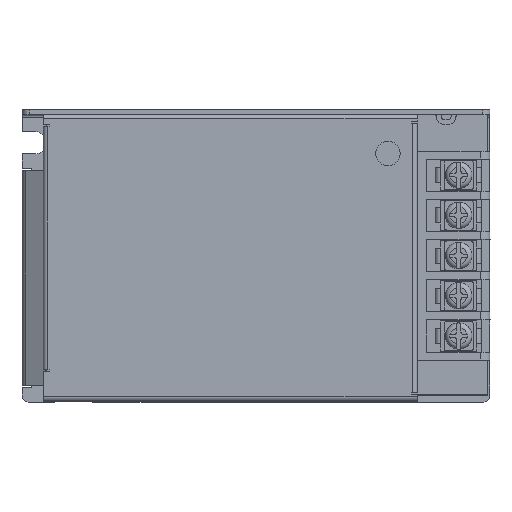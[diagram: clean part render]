
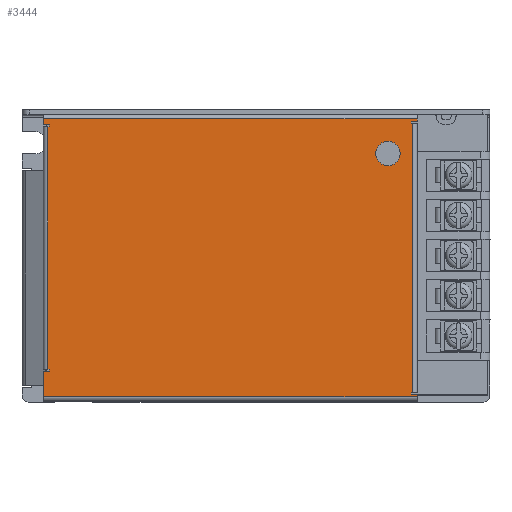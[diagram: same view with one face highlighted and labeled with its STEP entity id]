
A CAD part, top view. The second image highlights one B-rep face of the part: STEP entity #3444.
In plain terms, the highlighted face is planar.
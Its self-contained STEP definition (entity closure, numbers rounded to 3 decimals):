
#2626=CIRCLE('',#21141,2.5);
#2662=CIRCLE('',#21271,2.5);
#3444=ADVANCED_FACE('',(#5147,#5148),#4499,.F.);
#4499=PLANE('',#21272);
#5147=FACE_BOUND('',#5428,.T.);
#5148=FACE_BOUND('',#5429,.T.);
#5428=EDGE_LOOP('',(#7118,#7119,#7120,#7121,#7122,#7123,#7124,#7125,#7126,
#7127,#7128,#7129,#7130,#7131,#7132,#7133,#7134,#7135,#7136,#7137));
#5429=EDGE_LOOP('',(#7138,#7139));
#7118=ORIENTED_EDGE('',*,*,#14999,.T.);
#7119=ORIENTED_EDGE('',*,*,#15110,.F.);
#7120=ORIENTED_EDGE('',*,*,#15026,.F.);
#7121=ORIENTED_EDGE('',*,*,#15037,.F.);
#7122=ORIENTED_EDGE('',*,*,#15034,.F.);
#7123=ORIENTED_EDGE('',*,*,#15014,.T.);
#7124=ORIENTED_EDGE('',*,*,#15032,.F.);
#7125=ORIENTED_EDGE('',*,*,#15029,.F.);
#7126=ORIENTED_EDGE('',*,*,#15022,.F.);
#7127=ORIENTED_EDGE('',*,*,#15107,.F.);
#7128=ORIENTED_EDGE('',*,*,#15098,.T.);
#7129=ORIENTED_EDGE('',*,*,#15106,.F.);
#7130=ORIENTED_EDGE('',*,*,#15064,.F.);
#7131=ORIENTED_EDGE('',*,*,#15075,.F.);
#7132=ORIENTED_EDGE('',*,*,#15072,.F.);
#7133=ORIENTED_EDGE('',*,*,#15054,.T.);
#7134=ORIENTED_EDGE('',*,*,#15070,.F.);
#7135=ORIENTED_EDGE('',*,*,#15067,.F.);
#7136=ORIENTED_EDGE('',*,*,#15060,.F.);
#7137=ORIENTED_EDGE('',*,*,#15112,.F.);
#7138=ORIENTED_EDGE('',*,*,#14882,.T.);
#7139=ORIENTED_EDGE('',*,*,#15114,.T.);
#12865=VERTEX_POINT('',#28653);
#12866=VERTEX_POINT('',#28655);
#12939=VERTEX_POINT('',#28892);
#12940=VERTEX_POINT('',#28893);
#12949=VERTEX_POINT('',#28922);
#12950=VERTEX_POINT('',#28923);
#12953=VERTEX_POINT('',#28936);
#12954=VERTEX_POINT('',#28938);
#12957=VERTEX_POINT('',#28945);
#12958=VERTEX_POINT('',#28947);
#12960=VERTEX_POINT('',#28953);
#12962=VERTEX_POINT('',#28962);
#12974=VERTEX_POINT('',#29002);
#12975=VERTEX_POINT('',#29003);
#12977=VERTEX_POINT('',#29013);
#12978=VERTEX_POINT('',#29015);
#12981=VERTEX_POINT('',#29022);
#12982=VERTEX_POINT('',#29024);
#12984=VERTEX_POINT('',#29030);
#12986=VERTEX_POINT('',#29039);
#12996=VERTEX_POINT('',#29086);
#12997=VERTEX_POINT('',#29087);
#14882=EDGE_CURVE('',#12866,#12865,#2626,.T.);
#14999=EDGE_CURVE('',#12939,#12940,#18048,.T.);
#15014=EDGE_CURVE('',#12949,#12950,#18059,.T.);
#15022=EDGE_CURVE('',#12953,#12954,#18065,.T.);
#15026=EDGE_CURVE('',#12957,#12958,#18069,.T.);
#15029=EDGE_CURVE('',#12954,#12960,#18072,.T.);
#15032=EDGE_CURVE('',#12960,#12950,#18075,.T.);
#15034=EDGE_CURVE('',#12949,#12962,#18077,.T.);
#15037=EDGE_CURVE('',#12962,#12957,#18080,.T.);
#15054=EDGE_CURVE('',#12974,#12975,#18095,.T.);
#15060=EDGE_CURVE('',#12977,#12978,#18099,.T.);
#15064=EDGE_CURVE('',#12981,#12982,#18103,.T.);
#15067=EDGE_CURVE('',#12978,#12984,#18106,.T.);
#15070=EDGE_CURVE('',#12984,#12975,#18109,.T.);
#15072=EDGE_CURVE('',#12974,#12986,#18111,.T.);
#15075=EDGE_CURVE('',#12986,#12981,#18114,.T.);
#15098=EDGE_CURVE('',#12996,#12997,#18130,.T.);
#15106=EDGE_CURVE('',#12982,#12997,#18136,.T.);
#15107=EDGE_CURVE('',#12996,#12953,#18137,.T.);
#15110=EDGE_CURVE('',#12958,#12940,#18140,.T.);
#15112=EDGE_CURVE('',#12939,#12977,#18142,.T.);
#15114=EDGE_CURVE('',#12865,#12866,#2662,.T.);
#18048=LINE('',#28891,#19741);
#18059=LINE('',#28921,#19752);
#18065=LINE('',#28937,#19758);
#18069=LINE('',#28946,#19762);
#18072=LINE('',#28952,#19765);
#18075=LINE('',#28958,#19768);
#18077=LINE('',#28961,#19770);
#18080=LINE('',#28967,#19773);
#18095=LINE('',#29001,#19788);
#18099=LINE('',#29014,#19792);
#18103=LINE('',#29023,#19796);
#18106=LINE('',#29029,#19799);
#18109=LINE('',#29035,#19802);
#18111=LINE('',#29038,#19804);
#18114=LINE('',#29044,#19807);
#18130=LINE('',#29085,#19823);
#18136=LINE('',#29099,#19829);
#18137=LINE('',#29101,#19830);
#18140=LINE('',#29105,#19833);
#18142=LINE('',#29108,#19835);
#19741=VECTOR('',#23395,1.);
#19752=VECTOR('',#23424,1.);
#19758=VECTOR('',#23440,1.);
#19762=VECTOR('',#23446,1.);
#19765=VECTOR('',#23451,1.);
#19768=VECTOR('',#23456,1.);
#19770=VECTOR('',#23460,1.);
#19773=VECTOR('',#23465,1.);
#19788=VECTOR('',#23498,1.);
#19792=VECTOR('',#23512,1.);
#19796=VECTOR('',#23518,1.);
#19799=VECTOR('',#23523,1.);
#19802=VECTOR('',#23528,1.);
#19804=VECTOR('',#23532,1.);
#19807=VECTOR('',#23537,1.);
#19823=VECTOR('',#23587,1.);
#19829=VECTOR('',#23605,1.);
#19830=VECTOR('',#23608,1.);
#19833=VECTOR('',#23613,1.);
#19835=VECTOR('',#23617,1.);
#21141=AXIS2_PLACEMENT_3D('',#28654,#23168,#23169);
#21271=AXIS2_PLACEMENT_3D('',#29112,#23624,#23625);
#21272=AXIS2_PLACEMENT_3D('',#29113,#23626,#23627);
#23168=DIRECTION('',(0.,0.,1.));
#23169=DIRECTION('',(1.,0.,0.));
#23395=DIRECTION('',(0.,-1.,0.));
#23424=DIRECTION('',(-1.,0.,0.));
#23440=DIRECTION('',(0.,1.,0.));
#23446=DIRECTION('',(0.,-1.,0.));
#23451=DIRECTION('',(1.,0.,0.));
#23456=DIRECTION('',(0.,-1.,0.));
#23460=DIRECTION('',(0.,1.,0.));
#23465=DIRECTION('',(1.,0.,0.));
#23498=DIRECTION('',(1.,0.,0.));
#23512=DIRECTION('',(0.,-1.,0.));
#23518=DIRECTION('',(0.,1.,0.));
#23523=DIRECTION('',(-1.,0.,0.));
#23528=DIRECTION('',(0.,1.,0.));
#23532=DIRECTION('',(0.,-1.,0.));
#23537=DIRECTION('',(-1.,0.,0.));
#23587=DIRECTION('',(0.,1.,0.));
#23605=DIRECTION('',(-1.,0.,0.));
#23608=DIRECTION('',(1.,0.,0.));
#23613=DIRECTION('',(1.,0.,0.));
#23617=DIRECTION('',(-1.,0.,0.));
#23624=DIRECTION('',(0.,0.,1.));
#23625=DIRECTION('',(1.,0.,0.));
#23626=DIRECTION('',(0.,0.,1.));
#23627=DIRECTION('',(1.,0.,0.));
#28653=CARTESIAN_POINT('',(18.9,32.35,-0.7));
#28654=CARTESIAN_POINT('',(21.4,32.35,-0.7));
#28655=CARTESIAN_POINT('',(23.9,32.35,-0.7));
#28891=CARTESIAN_POINT('',(28.5,38.35,-0.7));
#28892=CARTESIAN_POINT('',(28.5,38.35,-0.7));
#28893=CARTESIAN_POINT('',(28.5,-38.35,-0.7));
#28921=CARTESIAN_POINT('',(26.9,-37.45,-0.7));
#28922=CARTESIAN_POINT('',(26.9,-37.45,-0.7));
#28923=CARTESIAN_POINT('',(-22.9,-37.45,-0.7));
#28936=CARTESIAN_POINT('',(-23.25,-38.35,-0.7));
#28937=CARTESIAN_POINT('',(-23.25,0.,-0.7));
#28938=CARTESIAN_POINT('',(-23.25,-37.1,-0.7));
#28945=CARTESIAN_POINT('',(27.25,-37.1,-0.7));
#28946=CARTESIAN_POINT('',(27.25,0.,-0.7));
#28947=CARTESIAN_POINT('',(27.25,-38.35,-0.7));
#28952=CARTESIAN_POINT('',(0.,-37.1,-0.7));
#28953=CARTESIAN_POINT('',(-22.9,-37.1,-0.7));
#28958=CARTESIAN_POINT('',(-22.9,0.,-0.7));
#28961=CARTESIAN_POINT('',(26.9,0.,-0.7));
#28962=CARTESIAN_POINT('',(26.9,-37.1,-0.7));
#28967=CARTESIAN_POINT('',(0.,-37.1,-0.7));
#29001=CARTESIAN_POINT('',(-27.7,37.45,-0.7));
#29002=CARTESIAN_POINT('',(-27.7,37.45,-0.7));
#29003=CARTESIAN_POINT('',(27.6,37.45,-0.7));
#29013=CARTESIAN_POINT('',(27.95,38.35,-0.7));
#29014=CARTESIAN_POINT('',(27.95,0.,-0.7));
#29015=CARTESIAN_POINT('',(27.95,37.1,-0.7));
#29022=CARTESIAN_POINT('',(-28.05,37.1,-0.7));
#29023=CARTESIAN_POINT('',(-28.05,0.,-0.7));
#29024=CARTESIAN_POINT('',(-28.05,38.35,-0.7));
#29029=CARTESIAN_POINT('',(0.,37.1,-0.7));
#29030=CARTESIAN_POINT('',(27.6,37.1,-0.7));
#29035=CARTESIAN_POINT('',(27.6,0.,-0.7));
#29038=CARTESIAN_POINT('',(-27.7,0.,-0.7));
#29039=CARTESIAN_POINT('',(-27.7,37.1,-0.7));
#29044=CARTESIAN_POINT('',(0.,37.1,-0.7));
#29085=CARTESIAN_POINT('',(-28.5,-38.35,-0.7));
#29086=CARTESIAN_POINT('',(-28.5,-38.35,-0.7));
#29087=CARTESIAN_POINT('',(-28.5,38.35,-0.7));
#29099=CARTESIAN_POINT('',(29.4,38.35,-0.7));
#29101=CARTESIAN_POINT('',(29.4,-38.35,-0.7));
#29105=CARTESIAN_POINT('',(29.4,-38.35,-0.7));
#29108=CARTESIAN_POINT('',(29.4,38.35,-0.7));
#29112=CARTESIAN_POINT('',(21.4,32.35,-0.7));
#29113=CARTESIAN_POINT('',(0.,0.,-0.7));
